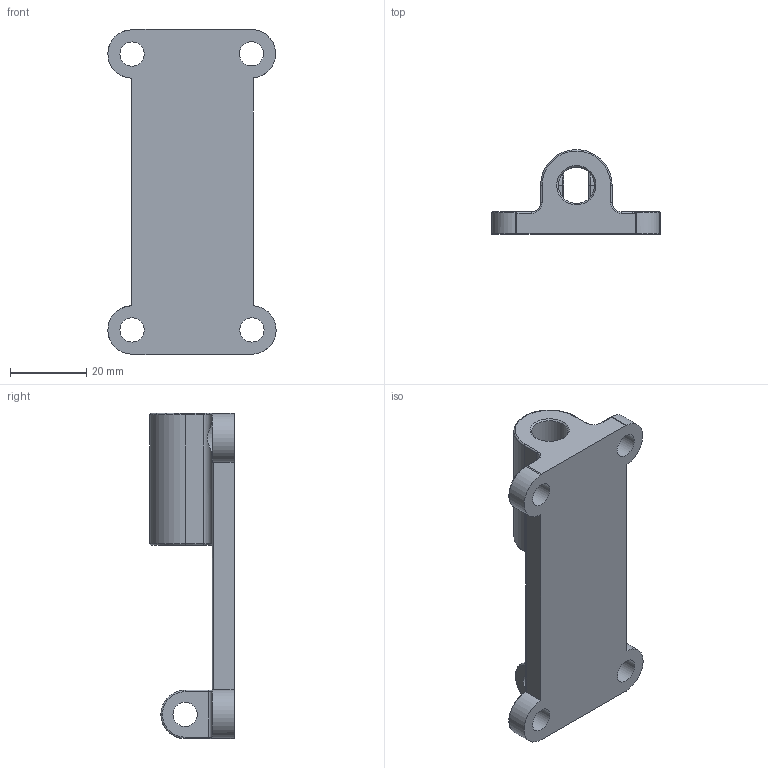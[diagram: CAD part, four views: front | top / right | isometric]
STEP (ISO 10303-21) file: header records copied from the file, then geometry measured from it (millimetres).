
FILE_DESCRIPTION(/* description */ (''),/* implementation_level */ '2;1');
FILE_NAME(/* name */ 'b08d07d4-058b-11ec-9d10-0ac00e04190b.step',/* time_stamp */ '2021-08-25T10:03:37+00:00',/* author */ (''),/* organization */ (''),/* preprocessor_version */ 'ST-DEVELOPER v18.1',/* originating_system */ 'Autodesk Translation Framework v10.6.0.1341',/* authorisation */ '');
FILE_SCHEMA (('AUTOMOTIVE_DESIGN { 1 0 10303 214 3 1 1 }'));
Length unit declared in the file: centimetre
Products named in the file (1): temp_body
Bounding box: 44.17 x 22.09 x 85.38 mm (x, y, z)
Volume: 24085.9 mm3; surface area: 10524.2 mm2
Topology: 1 solids, 1 shells, 92 faces, 238 edges, 148 vertices
Faces by surface type: cylinder 45, torus 26, plane 15, bspline 4, cone 2
Full cylindrical faces by diameter (mm): 6.35 x6, 9.525 x1
Entity records: 3288 total; most frequent: CARTESIAN_POINT 973, DIRECTION 488, ORIENTED_EDGE 476, EDGE_CURVE 238, AXIS2_PLACEMENT_3D 201, VERTEX_POINT 148, CIRCLE 110, EDGE_LOOP 106
